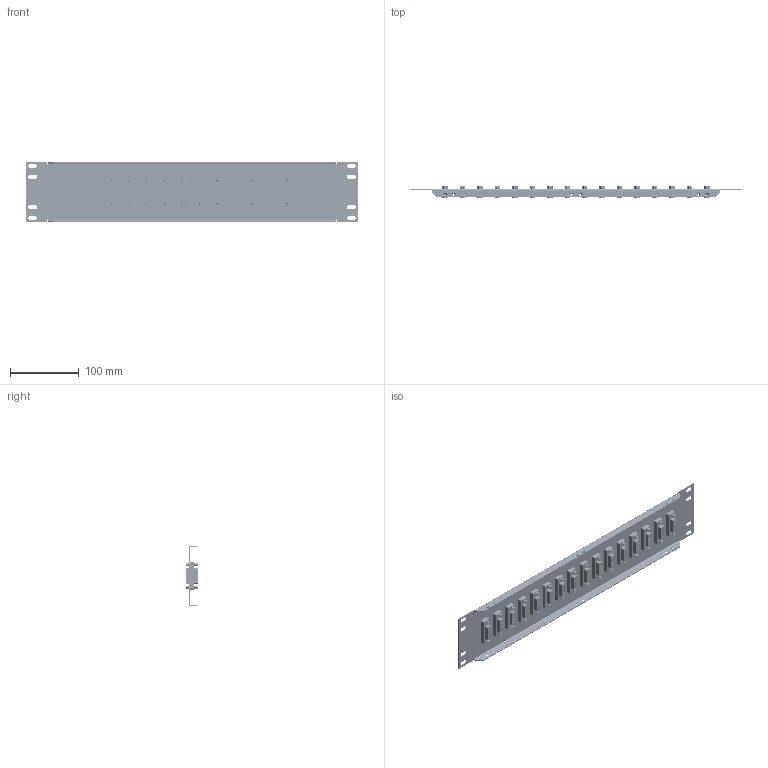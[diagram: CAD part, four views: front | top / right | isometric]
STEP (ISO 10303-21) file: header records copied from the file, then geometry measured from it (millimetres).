
FILE_DESCRIPTION (( 'STEP AP203' ), '1' );
FILE_NAME ('PR35GB15FB.STEP', '2015-04-08T17:50:55', ( 'x' ), ( '' ), 'SwSTEP 2.0', 'SolidWorks 2014', '' );
FILE_SCHEMA (( 'CONFIG_CONTROL_DESIGN' ));
Length unit declared in the file: inch
Products named in the file (7): DGB15F-MA1; SD15S_Without Mounting Flange and Solder Cups; DGB15F_NO HARDWARE; 1AJ10-001; PR35DS1516B; SDHS-PROD_DEFAULT; PR35GB15FB
Assembly tree (84 placements, depth 3):
  PR35GB15FB
    PR35DS1516B
    DGB15F_NO HARDWARE  x16
      DGB15F-MA1
      SD15S_Without Mounting Flange and Solder Cups
    1AJ10-001  x32
    SDHS-PROD_DEFAULT  x32
Bounding box: 482.6 x 17.89 x 88.39 mm (x, y, z)
Volume: 154834.1 mm3; surface area: 166769.4 mm2
Topology: 113 solids, 113 shells, 8901 faces, 20552 edges, 12656 vertices
Faces by surface type: cylinder 2948, plane 2833, cone 2008, sphere 512, bspline 408, torus 192
Entity records: 42417 total; most frequent: CARTESIAN_POINT 13310, ORIENTED_EDGE 5656, DIRECTION 5042, EDGE_CURVE 2828, LINE 1878, VECTOR 1878, VERTEX_POINT 1850, AXIS2_PLACEMENT_3D 1582
